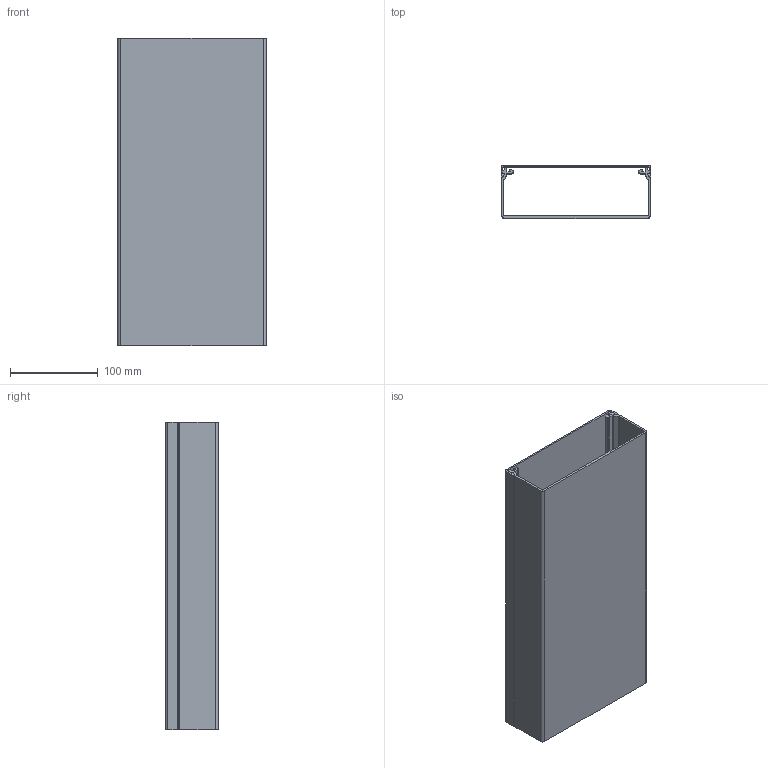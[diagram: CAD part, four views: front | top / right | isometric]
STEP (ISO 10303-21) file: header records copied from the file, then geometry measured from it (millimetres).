
FILE_DESCRIPTION (( 'STEP AP214' ), '1' );
FILE_NAME ('6021867.stp', '2016-08-10T07:14:10', ( '' ), ( '' ), 'SwSTEP 2.0', 'SolidWorks 2014', '' );
FILE_SCHEMA (( 'AUTOMOTIVE_DESIGN' ));
Length unit declared in the file: millimetre
Products named in the file (3): 6021867; Deckel; Unterteil
Assembly tree (2 placements, depth 2):
  6021867
    Deckel
    Unterteil
Bounding box: 170.3 x 60.4 x 350 mm (x, y, z)
Volume: 405036 mm3; surface area: 353397.8 mm2
Topology: 2 solids, 2 shells, 83 faces, 237 edges, 158 vertices
Faces by surface type: plane 48, cylinder 35
Entity records: 3744 total; most frequent: CARTESIAN_POINT 483, DIRECTION 483, ORIENTED_EDGE 474, EDGE_CURVE 237, VECTOR 167, LINE 167, VERTEX_POINT 158, AXIS2_PLACEMENT_3D 158
